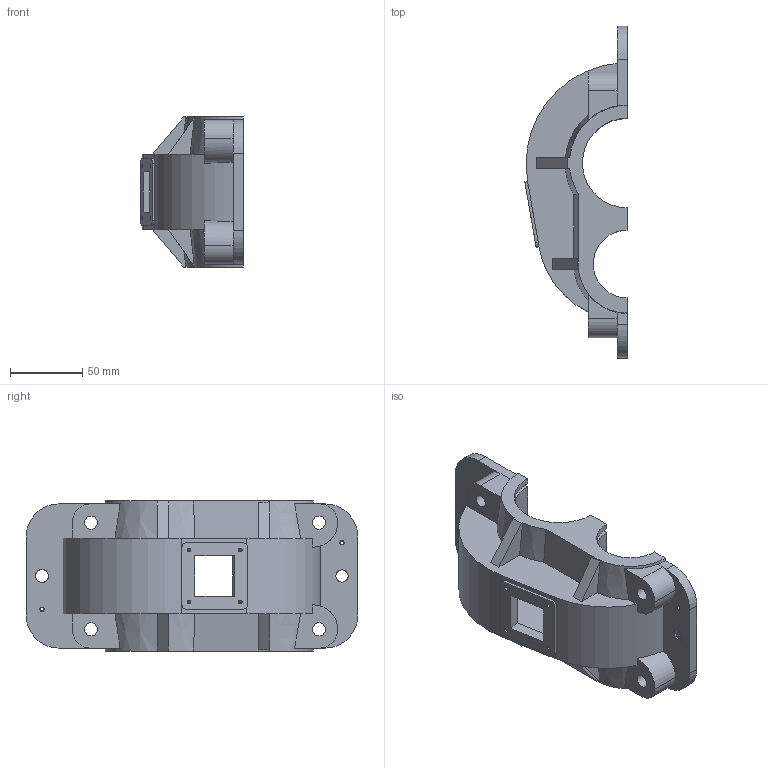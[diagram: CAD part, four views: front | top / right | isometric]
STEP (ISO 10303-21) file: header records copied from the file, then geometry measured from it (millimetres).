
FILE_DESCRIPTION(/* description */ ('Extracted from STEP assembly: xianggai.stp'),/* implementation_level */ '2;1');
FILE_NAME(/* name */ 'part_xianggai',/* time_stamp */ '2018-11-20T13:38:24+08:00',/* author */ (''),/* organization */ (''),/* preprocessor_version */ 'ST-DEVELOPER v15',/* originating_system */ $,/* authorisation */ $);
FILE_SCHEMA (('AP242_MANAGED_MODEL_BASED_3D_ENGINEERING_MIM_LF'));
Length unit declared in the file: millimetre
Products named in the file (1): xianggai
Bounding box: 70.9 x 230 x 104 mm (x, y, z)
Volume: 360354 mm3; surface area: 95893.4 mm2
Topology: 1 solids, 1 shells, 119 faces, 359 edges, 242 vertices
Faces by surface type: plane 65, cylinder 42, cone 8, bspline 4
Full cylindrical faces by diameter (mm): 2.5 x4, 9 x4
Entity records: 5564 total; most frequent: CARTESIAN_POINT 2270, ORIENTED_EDGE 670, DIRECTION 661, EDGE_CURVE 335, AXIS2_PLACEMENT_3D 234, VERTEX_POINT 228, LINE 193, VECTOR 193
